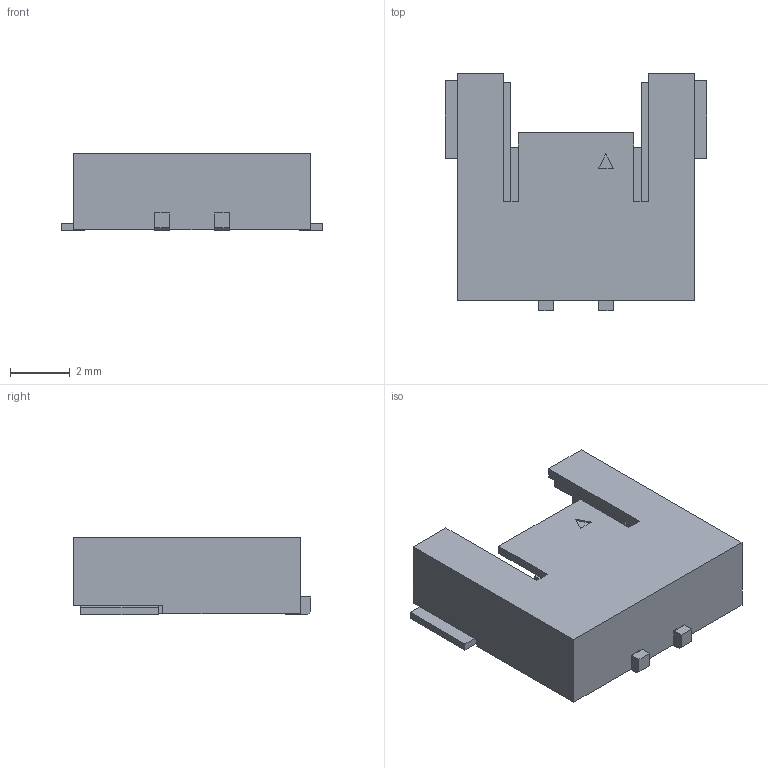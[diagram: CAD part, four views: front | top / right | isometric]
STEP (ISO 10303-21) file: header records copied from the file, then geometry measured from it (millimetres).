
FILE_DESCRIPTION(/* description */ (''),/* implementation_level */ '2;1');
FILE_NAME(/* name */ '2053380002.step',/* time_stamp */ '2023-11-05T19:12:41-08:00',/* author */ (''),/* organization */ (''),/* preprocessor_version */ 'ST-DEVELOPER v20',/* originating_system */ 'Autodesk Translation Framework v12.14.0.127',/* authorisation */ '');
FILE_SCHEMA (('AUTOMOTIVE_DESIGN { 1 0 10303 214 3 1 1 }'));
Length unit declared in the file: millimetre
Products named in the file (1): (Unsaved)
Bounding box: 8.75 x 7.95 x 2.6 mm (x, y, z)
Volume: 81.2 mm3; surface area: 327.3 mm2
Topology: 1 solids, 1 shells, 142 faces, 437 edges, 288 vertices
Faces by surface type: plane 126, cylinder 16
Entity records: 4859 total; most frequent: ORIENTED_EDGE 874, CARTESIAN_POINT 868, DIRECTION 757, EDGE_CURVE 437, LINE 403, VECTOR 403, VERTEX_POINT 288, AXIS2_PLACEMENT_3D 177
